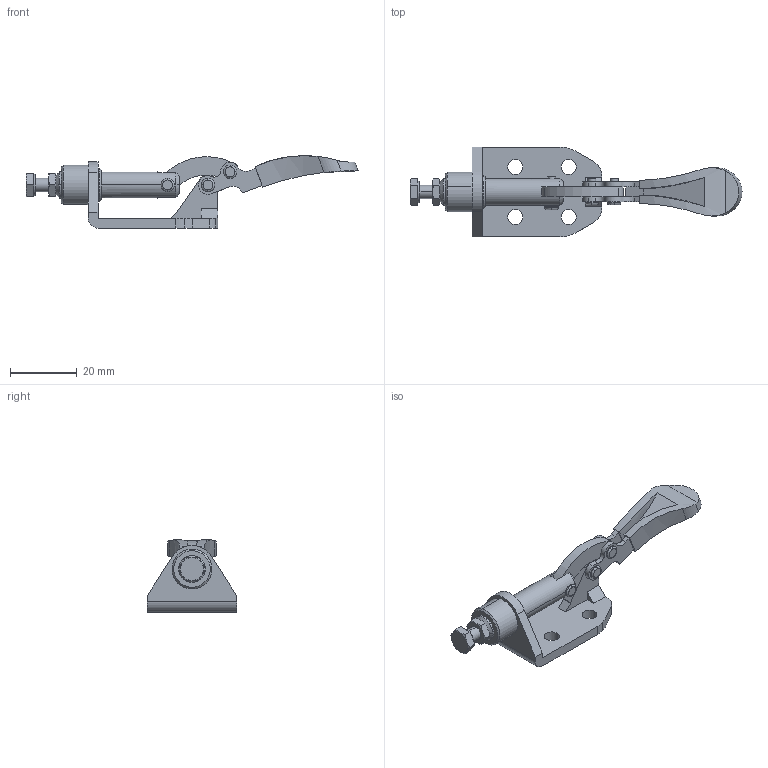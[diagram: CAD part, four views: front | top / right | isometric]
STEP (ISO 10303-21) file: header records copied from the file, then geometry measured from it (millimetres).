
FILE_DESCRIPTION((''),'2;1');
FILE_NAME('300-opened.stp','2005-09-28T08:23:03',('Kysilko'),(''),'Autodesk Inventor 8','Autodesk Inventor 8','');
FILE_SCHEMA(('AUTOMOTIVE_DESIGN { 1 0 10303 214 1 1 1 1 }'));
Length unit declared in the file: millimetre
Products named in the file (1): Part1
Bounding box: 99.66 x 27 x 21.79 mm (x, y, z)
Volume: 8409.7 mm3; surface area: 6498.4 mm2
Topology: 1 solids, 3 shells, 207 faces, 544 edges, 341 vertices
Faces by surface type: cylinder 74, plane 67, cone 38, bspline 22, torus 6
Entity records: 7009 total; most frequent: CARTESIAN_POINT 1929, DIRECTION 1087, ORIENTED_EDGE 1072, EDGE_CURVE 536, AXIS2_PLACEMENT_3D 430, VERTEX_POINT 341, CIRCLE 243, EDGE_LOOP 233
